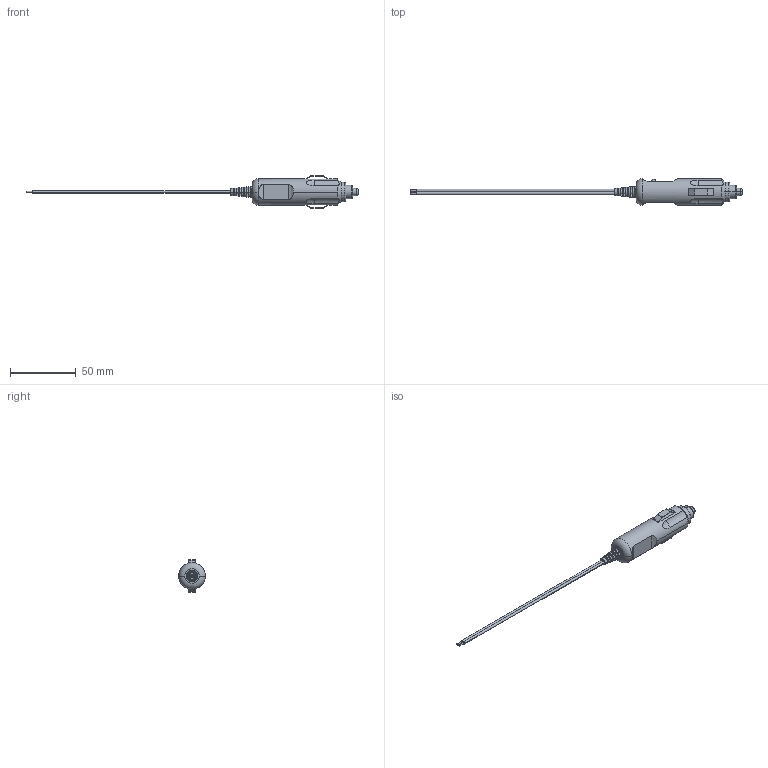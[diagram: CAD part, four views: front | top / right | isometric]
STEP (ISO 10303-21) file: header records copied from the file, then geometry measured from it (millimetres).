
FILE_DESCRIPTION (( 'STEP AP214' ), '1' );
FILE_NAME ('ZA5073-B.STEP', '2020-02-12T12:24:27', ( '' ), ( '' ), 'SwSTEP 2.0', 'SolidWorks 2017', '' );
FILE_SCHEMA (( 'AUTOMOTIVE_DESIGN' ));
Length unit declared in the file: millimetre
Products named in the file (1): ZA5073-B
Bounding box: 252 x 20.07 x 24.6 mm (x, y, z)
Volume: 22239.1 mm3; surface area: 8419.5 mm2
Topology: 9 solids, 9 shells, 218 faces, 510 edges, 337 vertices
Faces by surface type: plane 144, cylinder 56, torus 12, cone 4, sphere 2
Entity records: 6652 total; most frequent: CARTESIAN_POINT 1400, DIRECTION 1112, ORIENTED_EDGE 1012, EDGE_CURVE 506, AXIS2_PLACEMENT_3D 403, VERTEX_POINT 335, VECTOR 306, LINE 306
